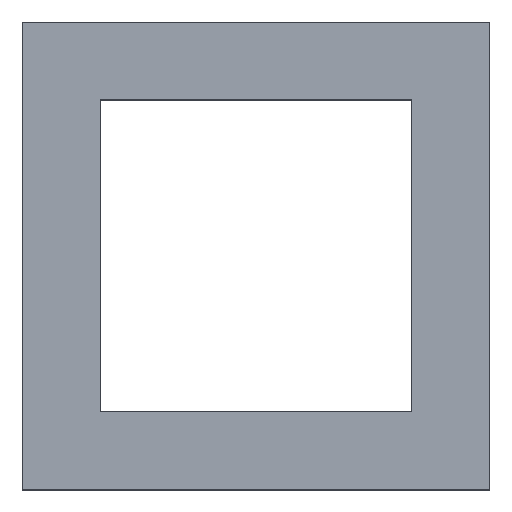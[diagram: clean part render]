
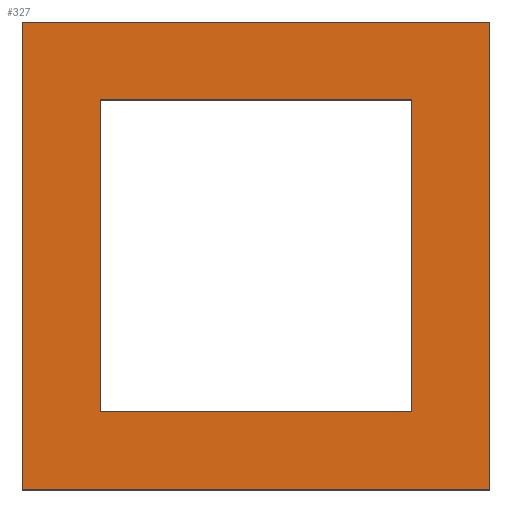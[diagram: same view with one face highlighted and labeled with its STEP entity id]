
A CAD part, top view. The second image highlights one B-rep face of the part: STEP entity #327.
In plain terms, the highlighted planar face has unit normal (0, 0, 1).
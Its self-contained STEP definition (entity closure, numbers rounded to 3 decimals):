
#23 = CARTESIAN_POINT ( 'NONE',  ( 0., 30., 30. ) ) ;
#41 = AXIS2_PLACEMENT_3D ( 'NONE', #451, #707, #313 ) ;
#49 = EDGE_LOOP ( 'NONE', ( #331, #681, #72, #265 ) ) ;
#52 = DIRECTION ( 'NONE',  ( -1., 0., 0. ) ) ;
#65 = VERTEX_POINT ( 'NONE', #548 ) ;
#67 = VECTOR ( 'NONE', #168, 1000. ) ;
#72 = ORIENTED_EDGE ( 'NONE', *, *, #616, .T. ) ;
#79 = VECTOR ( 'NONE', #97, 1000. ) ;
#82 = LINE ( 'NONE', #623, #854 ) ;
#83 = CARTESIAN_POINT ( 'NONE',  ( 0., 0., 30. ) ) ;
#85 = EDGE_CURVE ( 'NONE', #404, #113, #421, .T. ) ;
#97 = DIRECTION ( 'NONE',  ( 0., 1., 0. ) ) ;
#101 = DIRECTION ( 'NONE',  ( 1., 0., 0. ) ) ;
#103 = CARTESIAN_POINT ( 'NONE',  ( 30., 0., 30. ) ) ;
#113 = VERTEX_POINT ( 'NONE', #267 ) ;
#119 = VERTEX_POINT ( 'NONE', #735 ) ;
#120 = DIRECTION ( 'NONE',  ( -1., 0., 0. ) ) ;
#168 = DIRECTION ( 'NONE',  ( 1., 0., 0. ) ) ;
#190 = CARTESIAN_POINT ( 'NONE',  ( 5., 5., 30. ) ) ;
#194 = CARTESIAN_POINT ( 'NONE',  ( 30., 30., 30. ) ) ;
#202 = EDGE_CURVE ( 'NONE', #480, #404, #82, .T. ) ;
#222 = ORIENTED_EDGE ( 'NONE', *, *, #852, .F. ) ;
#224 = EDGE_CURVE ( 'NONE', #876, #807, #524, .T. ) ;
#244 = PLANE ( 'NONE',  #41 ) ;
#265 = ORIENTED_EDGE ( 'NONE', *, *, #224, .T. ) ;
#267 = CARTESIAN_POINT ( 'NONE',  ( 5., 25., 30. ) ) ;
#273 = ORIENTED_EDGE ( 'NONE', *, *, #202, .F. ) ;
#288 = DIRECTION ( 'NONE',  ( 0., 1., 0. ) ) ;
#298 = LINE ( 'NONE', #83, #723 ) ;
#313 = DIRECTION ( 'NONE',  ( -1., 0., 0. ) ) ;
#326 = EDGE_LOOP ( 'NONE', ( #660, #222, #722, #273 ) ) ;
#327 = ADVANCED_FACE ( 'NONE', ( #590, #671 ), #244, .F. ) ;
#331 = ORIENTED_EDGE ( 'NONE', *, *, #429, .T. ) ;
#363 = DIRECTION ( 'NONE',  ( 0., -1., 0. ) ) ;
#368 = LINE ( 'NONE', #190, #879 ) ;
#383 = CARTESIAN_POINT ( 'NONE',  ( 25., 5., 30. ) ) ;
#404 = VERTEX_POINT ( 'NONE', #427 ) ;
#414 = VERTEX_POINT ( 'NONE', #834 ) ;
#421 = LINE ( 'NONE', #666, #883 ) ;
#427 = CARTESIAN_POINT ( 'NONE',  ( 25., 25., 30. ) ) ;
#428 = CARTESIAN_POINT ( 'NONE',  ( 0., 0., 30. ) ) ;
#429 = EDGE_CURVE ( 'NONE', #807, #414, #298, .T. ) ;
#447 = VECTOR ( 'NONE', #52, 1000. ) ;
#451 = CARTESIAN_POINT ( 'NONE',  ( 0., 0., 30. ) ) ;
#480 = VERTEX_POINT ( 'NONE', #383 ) ;
#517 = CARTESIAN_POINT ( 'NONE',  ( 5., 5., 30. ) ) ;
#524 = LINE ( 'NONE', #882, #447 ) ;
#548 = CARTESIAN_POINT ( 'NONE',  ( 30., 0., 30. ) ) ;
#573 = VECTOR ( 'NONE', #101, 1000. ) ;
#590 = FACE_BOUND ( 'NONE', #326, .T. ) ;
#594 = LINE ( 'NONE', #428, #573 ) ;
#616 = EDGE_CURVE ( 'NONE', #65, #876, #618, .T. ) ;
#618 = LINE ( 'NONE', #103, #79 ) ;
#623 = CARTESIAN_POINT ( 'NONE',  ( 25., 5., 30. ) ) ;
#660 = ORIENTED_EDGE ( 'NONE', *, *, #802, .F. ) ;
#666 = CARTESIAN_POINT ( 'NONE',  ( 5., 25., 30. ) ) ;
#671 = FACE_OUTER_BOUND ( 'NONE', #49, .T. ) ;
#681 = ORIENTED_EDGE ( 'NONE', *, *, #793, .T. ) ;
#707 = DIRECTION ( 'NONE',  ( 0., 0., -1. ) ) ;
#722 = ORIENTED_EDGE ( 'NONE', *, *, #85, .F. ) ;
#723 = VECTOR ( 'NONE', #363, 1000. ) ;
#735 = CARTESIAN_POINT ( 'NONE',  ( 5., 5., 30. ) ) ;
#793 = EDGE_CURVE ( 'NONE', #414, #65, #594, .T. ) ;
#802 = EDGE_CURVE ( 'NONE', #119, #480, #885, .T. ) ;
#807 = VERTEX_POINT ( 'NONE', #23 ) ;
#834 = CARTESIAN_POINT ( 'NONE',  ( 0., 0., 30. ) ) ;
#852 = EDGE_CURVE ( 'NONE', #113, #119, #368, .T. ) ;
#854 = VECTOR ( 'NONE', #288, 1000. ) ;
#867 = DIRECTION ( 'NONE',  ( 0., -1., 0. ) ) ;
#876 = VERTEX_POINT ( 'NONE', #194 ) ;
#879 = VECTOR ( 'NONE', #867, 1000. ) ;
#882 = CARTESIAN_POINT ( 'NONE',  ( 0., 30., 30. ) ) ;
#883 = VECTOR ( 'NONE', #120, 1000. ) ;
#885 = LINE ( 'NONE', #517, #67 ) ;
